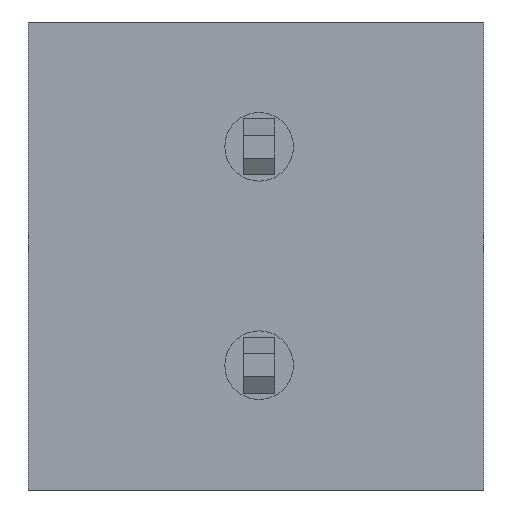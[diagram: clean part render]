
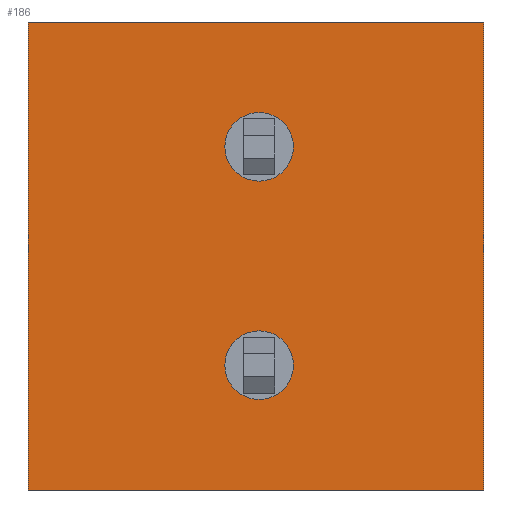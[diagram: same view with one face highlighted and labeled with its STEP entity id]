
A CAD part, front view. The second image highlights one B-rep face of the part: STEP entity #186.
In plain terms, the highlighted planar face has unit normal (0, -1, 0).
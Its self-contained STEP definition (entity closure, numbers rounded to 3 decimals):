
#186=ADVANCED_FACE('',(#486,#487,#488),#489,.T.);
#486=FACE_OUTER_BOUND('',#907,.T.);
#487=FACE_BOUND('',#908,.T.);
#488=FACE_BOUND('',#909,.T.);
#489=PLANE('',#910);
#907=EDGE_LOOP('',(#1406,#1407,#1408,#1409));
#908=EDGE_LOOP('',(#1410,#1411));
#909=EDGE_LOOP('',(#1412,#1413));
#910=AXIS2_PLACEMENT_3D('',#1414,#1415,#1416);
#1406=ORIENTED_EDGE('',*,*,#2553,.F.);
#1407=ORIENTED_EDGE('',*,*,#2562,.F.);
#1408=ORIENTED_EDGE('',*,*,#2563,.F.);
#1409=ORIENTED_EDGE('',*,*,#2544,.T.);
#1410=ORIENTED_EDGE('',*,*,#2564,.F.);
#1411=ORIENTED_EDGE('',*,*,#2565,.F.);
#1412=ORIENTED_EDGE('',*,*,#2566,.F.);
#1413=ORIENTED_EDGE('',*,*,#2567,.F.);
#1414=CARTESIAN_POINT('',(-7.3,0.0,-2.0));
#1415=DIRECTION('',(0.0,-1.0,0.0));
#1416=DIRECTION('',(0.,0.0,1.0));
#2544=EDGE_CURVE('',#3050,#3063,#3065,.T.);
#2553=EDGE_CURVE('',#3080,#3063,#3081,.T.);
#2562=EDGE_CURVE('',#3093,#3080,#3094,.T.);
#2563=EDGE_CURVE('',#3050,#3093,#3095,.T.);
#2564=EDGE_CURVE('',#3096,#3097,#3098,.T.);
#2565=EDGE_CURVE('',#3097,#3096,#3099,.T.);
#2566=EDGE_CURVE('',#3100,#3101,#3102,.T.);
#2567=EDGE_CURVE('',#3101,#3100,#3103,.T.);
#3050=VERTEX_POINT('',#3765);
#3063=VERTEX_POINT('',#3782);
#3065=LINE('',#3785,#3786);
#3080=VERTEX_POINT('',#3807);
#3081=LINE('',#3808,#3809);
#3093=VERTEX_POINT('',#3826);
#3094=LINE('',#3827,#3828);
#3095=LINE('',#3829,#3830);
#3096=VERTEX_POINT('',#3831);
#3097=VERTEX_POINT('',#3832);
#3098=CIRCLE('',#3833,0.55);
#3099=CIRCLE('',#3834,0.55);
#3100=VERTEX_POINT('',#3835);
#3101=VERTEX_POINT('',#3836);
#3102=CIRCLE('',#3837,0.55);
#3103=CIRCLE('',#3838,0.55);
#3765=CARTESIAN_POINT('',(0.0,0.0,0.));
#3782=CARTESIAN_POINT('',(-7.3,0.0,0.));
#3785=CARTESIAN_POINT('',(49.547,0.0,0.));
#3786=VECTOR('',#4649,1.0);
#3807=CARTESIAN_POINT('',(-7.3,0.0,-7.5));
#3808=CARTESIAN_POINT('',(-7.3,0.0,-7.0));
#3809=VECTOR('',#4656,1.0);
#3826=CARTESIAN_POINT('',(0.0,0.0,-7.5));
#3827=CARTESIAN_POINT('',(49.547,0.0,-7.5));
#3828=VECTOR('',#4665,1.0);
#3829=CARTESIAN_POINT('',(0.0,0.0,-7.0));
#3830=VECTOR('',#4666,1.0);
#3831=CARTESIAN_POINT('',(-3.05,0.0,-2.0));
#3832=CARTESIAN_POINT('',(-4.15,0.0,-2.0));
#3833=AXIS2_PLACEMENT_3D('',#4667,#4668,#4669);
#3834=AXIS2_PLACEMENT_3D('',#4670,#4671,#4672);
#3835=CARTESIAN_POINT('',(-4.15,0.0,-5.5));
#3836=CARTESIAN_POINT('',(-3.05,0.0,-5.5));
#3837=AXIS2_PLACEMENT_3D('',#4673,#4674,#4675);
#3838=AXIS2_PLACEMENT_3D('',#4676,#4677,#4678);
#4649=DIRECTION('',(-1.0,0.0,0.));
#4656=DIRECTION('',(0.,0.0,1.0));
#4665=DIRECTION('',(-1.0,0.0,0.));
#4666=DIRECTION('',(0.,0.0,-1.0));
#4667=CARTESIAN_POINT('',(-3.6,0.0,-2.0));
#4668=DIRECTION('',(-0.0,-1.0,0.0));
#4669=DIRECTION('',(-1.0,0.0,0.));
#4670=CARTESIAN_POINT('',(-3.6,0.0,-2.0));
#4671=DIRECTION('',(-0.0,-1.0,0.0));
#4672=DIRECTION('',(-1.0,0.0,0.));
#4673=CARTESIAN_POINT('',(-3.6,0.0,-5.5));
#4674=DIRECTION('',(-0.0,-1.0,0.0));
#4675=DIRECTION('',(-1.0,0.0,0.));
#4676=CARTESIAN_POINT('',(-3.6,0.0,-5.5));
#4677=DIRECTION('',(-0.0,-1.0,0.0));
#4678=DIRECTION('',(-1.0,0.0,0.));
